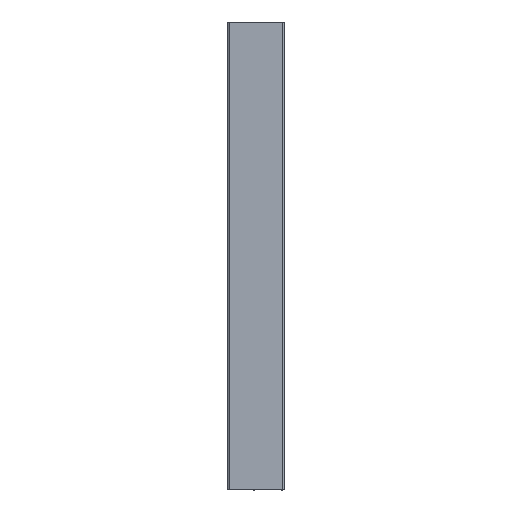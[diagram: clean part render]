
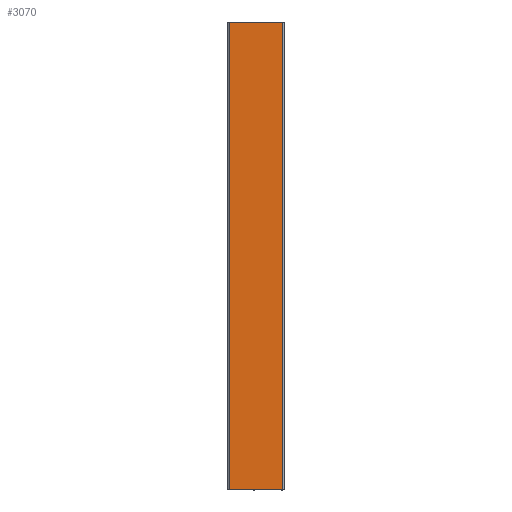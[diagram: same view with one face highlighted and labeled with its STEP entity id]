
A CAD part, front view. The second image highlights one B-rep face of the part: STEP entity #3070.
In plain terms, the highlighted planar face has unit normal (0, -1, 0).
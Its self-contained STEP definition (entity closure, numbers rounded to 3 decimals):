
#1626=ORIENTED_EDGE('',*,*,#2207,.T.);
#1627=ORIENTED_EDGE('',*,*,#2208,.F.);
#1628=ORIENTED_EDGE('',*,*,#2204,.F.);
#1629=ORIENTED_EDGE('',*,*,#2209,.T.);
#1856=VECTOR('',#2554,1.);
#1857=VECTOR('',#2561,1.);
#1858=VECTOR('',#2562,1.);
#1859=VECTOR('',#2563,1.);
#1974=LINE('',#2846,#1856);
#1975=LINE('',#2852,#1857);
#1976=LINE('',#2853,#1858);
#1977=LINE('',#2854,#1859);
#2074=VERTEX_POINT('',#2844);
#2075=VERTEX_POINT('',#2845);
#2076=VERTEX_POINT('',#2850);
#2077=VERTEX_POINT('',#2851);
#2204=EDGE_CURVE('',#2074,#2075,#1974,.T.);
#2207=EDGE_CURVE('',#2076,#2077,#1975,.T.);
#2208=EDGE_CURVE('',#2075,#2077,#1976,.T.);
#2209=EDGE_CURVE('',#2074,#2076,#1977,.T.);
#2276=EDGE_LOOP('',(#1626,#1627,#1628,#1629));
#2336=FACE_BOUND('',#2276,.T.);
#2554=DIRECTION('',(-1000.,0.,0.));
#2559=DIRECTION('',(0.,-1.,0.));
#2560=DIRECTION('',(-1.,0.,0.));
#2561=DIRECTION('',(-1000.,0.,0.));
#2562=DIRECTION('',(0.,0.,114.));
#2563=DIRECTION('',(0.,0.,114.));
#2844=CARTESIAN_POINT('',(1000.,-8.,-57.));
#2845=CARTESIAN_POINT('',(0.,-8.,-57.));
#2846=CARTESIAN_POINT('',(1000.,-8.,-57.));
#2849=CARTESIAN_POINT('',(1000.,-8.,57.));
#2850=CARTESIAN_POINT('',(1000.,-8.,57.));
#2851=CARTESIAN_POINT('',(0.,-8.,57.));
#2852=CARTESIAN_POINT('',(1000.,-8.,57.));
#2853=CARTESIAN_POINT('',(0.,-8.,-57.));
#2854=CARTESIAN_POINT('',(1000.,-8.,-57.));
#2974=AXIS2_PLACEMENT_3D('',#2849,#2559,#2560);
#3023=PLANE('',#2974);
#3070=ADVANCED_FACE('',(#2336),#3023,.T.);
